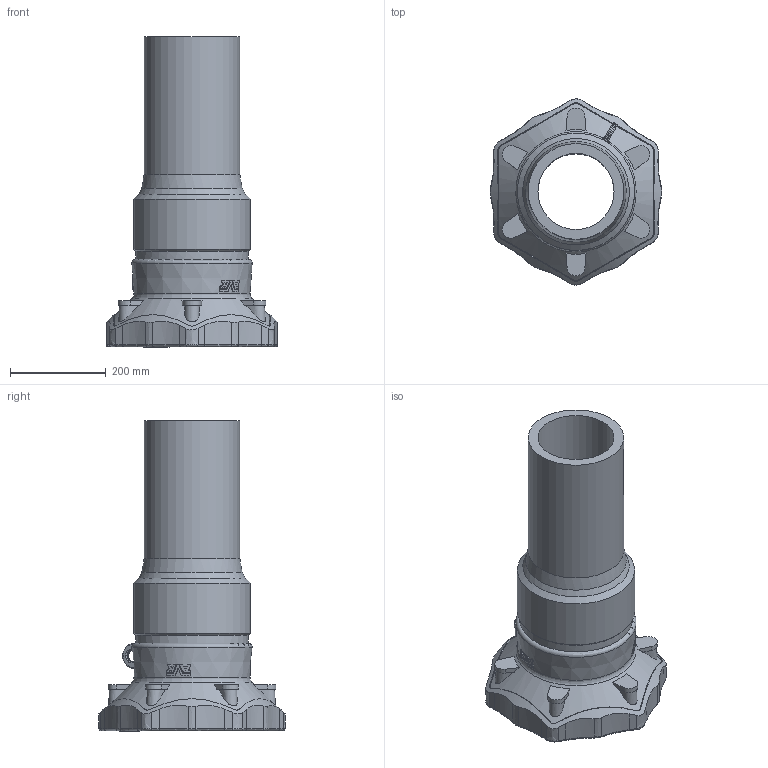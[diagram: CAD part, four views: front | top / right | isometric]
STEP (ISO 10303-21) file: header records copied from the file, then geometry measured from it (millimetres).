
FILE_DESCRIPTION (( 'STEP AP203' ), '1' );
FILE_NAME ('O_635_DN200_200mm_AA2_step.step', '2016-10-13T07:47:11', ( 'Windows User' ), ( 'AVK' ), 'SwSTEP 2.0', 'SolidWorks 2012', '' );
FILE_SCHEMA (( 'CONFIG_CONTROL_DESIGN' ));
Length unit declared in the file: millimetre
Products named in the file (1): O_635_DN200_200mm_AA2_step
Bounding box: 358.6 x 389.17 x 648.5 mm (x, y, z)
Volume: 16912836.5 mm3; surface area: 957801 mm2
Topology: 1 solids, 1 shells, 456 faces, 1206 edges, 769 vertices
Faces by surface type: bspline 144, plane 144, cylinder 136, cone 21, torus 11
Full cylindrical faces by diameter (mm): 159 x1, 200 x1, 236 x1, 245 x1
Entity records: 22672 total; most frequent: CARTESIAN_POINT 12819, ORIENTED_EDGE 2360, DIRECTION 1550, EDGE_CURVE 1180, VERTEX_POINT 761, AXIS2_PLACEMENT_3D 583, EDGE_LOOP 495, FACE_OUTER_BOUND 465
